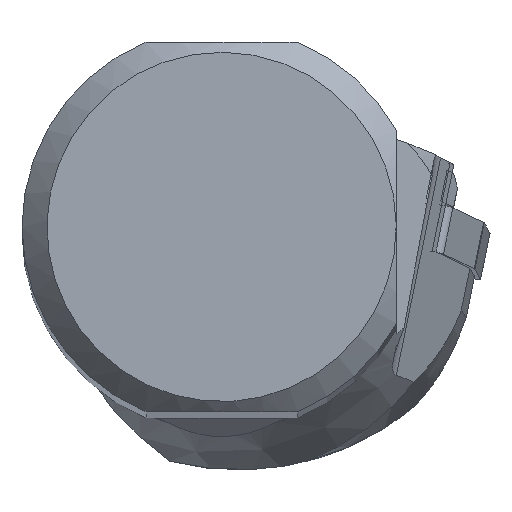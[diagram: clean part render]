
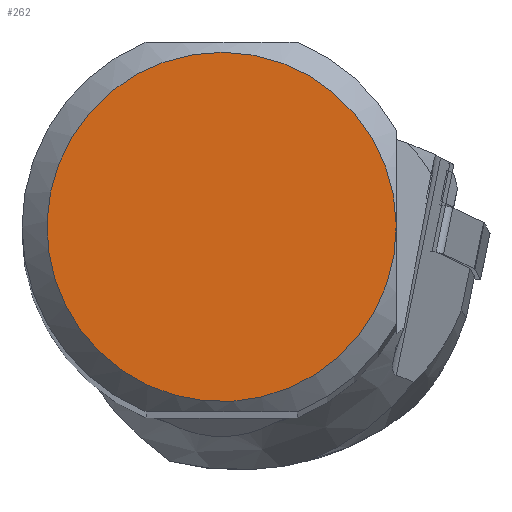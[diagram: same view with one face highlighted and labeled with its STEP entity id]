
A CAD part, top view. The second image highlights one B-rep face of the part: STEP entity #262.
In plain terms, the highlighted planar face has unit normal (0, 0, 1).
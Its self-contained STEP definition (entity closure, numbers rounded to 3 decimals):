
#171=CIRCLE('',#1841,17.489);
#262=ADVANCED_FACE('',(#401),#335,.F.);
#335=PLANE('',#1854);
#401=FACE_OUTER_BOUND('',#489,.T.);
#489=EDGE_LOOP('',(#746));
#746=ORIENTED_EDGE('',*,*,#1312,.F.);
#1133=VERTEX_POINT('',#2691);
#1312=EDGE_CURVE('',#1133,#1133,#171,.T.);
#1841=AXIS2_PLACEMENT_3D('',#2690,#2128,#2129);
#1854=AXIS2_PLACEMENT_3D('',#2748,#2158,#2159);
#2128=DIRECTION('',(0.,0.,-1.));
#2129=DIRECTION('',(-0.98,0.2,0.));
#2158=DIRECTION('',(0.,0.,-1.));
#2159=DIRECTION('',(0.98,-0.2,0.));
#2690=CARTESIAN_POINT('',(0.,0.,0.));
#2691=CARTESIAN_POINT('',(-17.136,3.497,0.));
#2748=CARTESIAN_POINT('',(-17.489,0.,0.));
